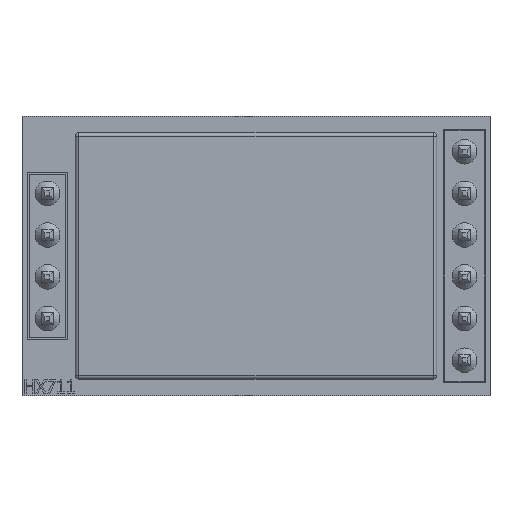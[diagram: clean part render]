
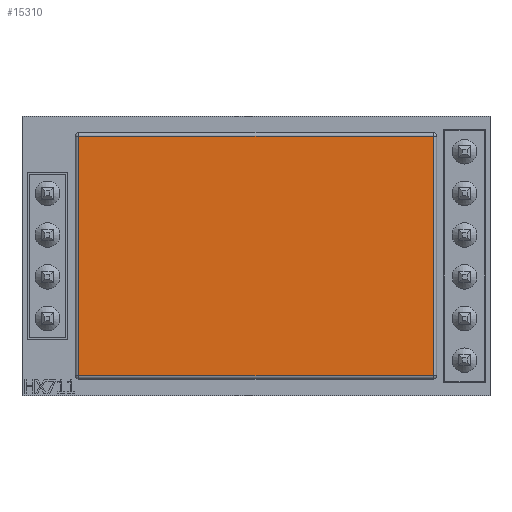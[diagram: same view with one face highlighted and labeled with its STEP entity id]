
A CAD part, top view. The second image highlights one B-rep face of the part: STEP entity #15310.
In plain terms, the highlighted planar face has unit normal (0, 0, 1).
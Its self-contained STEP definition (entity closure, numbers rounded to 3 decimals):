
#954=FACE_OUTER_BOUND('',#1866,.T.);
#1866=EDGE_LOOP('',(#12682,#12683,#12684,#12685));
#3664=LINE('',#25462,#5414);
#3668=LINE('',#25478,#5418);
#3670=LINE('',#25481,#5420);
#3672=LINE('',#25484,#5422);
#5414=VECTOR('',#18311,10.);
#5418=VECTOR('',#18329,10.);
#5420=VECTOR('',#18333,10.);
#5422=VECTOR('',#18337,10.);
#7019=VERTEX_POINT('',#25424);
#7024=VERTEX_POINT('',#25437);
#7029=VERTEX_POINT('',#25450);
#7034=VERTEX_POINT('',#25466);
#8962=EDGE_CURVE('',#7019,#7029,#3664,.T.);
#8970=EDGE_CURVE('',#7029,#7034,#3668,.T.);
#8972=EDGE_CURVE('',#7034,#7024,#3670,.T.);
#8974=EDGE_CURVE('',#7024,#7019,#3672,.T.);
#12682=ORIENTED_EDGE('',*,*,#8962,.F.);
#12683=ORIENTED_EDGE('',*,*,#8974,.F.);
#12684=ORIENTED_EDGE('',*,*,#8972,.F.);
#12685=ORIENTED_EDGE('',*,*,#8970,.F.);
#14376=PLANE('',#16051);
#15310=ADVANCED_FACE('',(#954),#14376,.T.);
#16051=AXIS2_PLACEMENT_3D('',#25490,#18345,#18346);
#18311=DIRECTION('',(0.,-1.,0.));
#18329=DIRECTION('',(-1.,0.,0.));
#18333=DIRECTION('',(0.,1.,0.));
#18337=DIRECTION('',(1.,0.,0.));
#18345=DIRECTION('center_axis',(0.,0.,1.));
#18346=DIRECTION('ref_axis',(1.,0.,0.));
#25424=CARTESIAN_POINT('',(10.8,7.3,4.05));
#25437=CARTESIAN_POINT('',(-10.8,7.3,4.05));
#25450=CARTESIAN_POINT('',(10.8,-7.3,4.05));
#25462=CARTESIAN_POINT('',(10.8,-3.75,4.05));
#25466=CARTESIAN_POINT('',(-10.8,-7.3,4.05));
#25478=CARTESIAN_POINT('',(-5.5,-7.3,4.05));
#25481=CARTESIAN_POINT('',(-10.8,3.75,4.05));
#25484=CARTESIAN_POINT('',(5.5,7.3,4.05));
#25490=CARTESIAN_POINT('Origin',(0.,0.,4.05));
